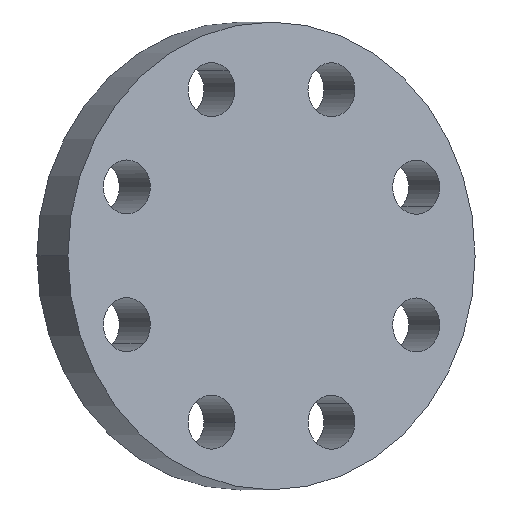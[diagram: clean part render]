
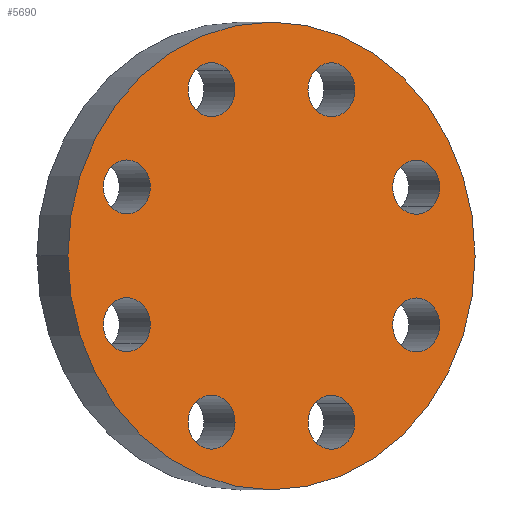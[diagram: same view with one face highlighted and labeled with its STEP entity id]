
A CAD part, top view. The second image highlights one B-rep face of the part: STEP entity #5690.
In plain terms, the highlighted face is planar.
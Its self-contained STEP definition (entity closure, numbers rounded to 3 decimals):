
#3690=CARTESIAN_POINT('',(82.55,0.,23.8));
#3700=VERTEX_POINT('',#3690);
#3780=CARTESIAN_POINT('',(-82.55,0.,23.8));
#3790=VERTEX_POINT('',#3780);
#3820=CARTESIAN_POINT('',(0.,0.,23.8));
#3830=DIRECTION('',(0.,0.,1.));
#3840=DIRECTION('',(-1.,0.,0.));
#3850=AXIS2_PLACEMENT_3D('',#3820,#3830,#3840);
#3860=CIRCLE('',#3850,82.55);
#3870=EDGE_CURVE('',#3790,#3700,#3860,.T.);
#4390=CARTESIAN_POINT('',(0.,82.55,23.8));
#4400=DIRECTION('',(0.,0.,-1.));
#4410=DIRECTION('',(-1.,0.,0.));
#4420=AXIS2_PLACEMENT_3D('',#4390,#4400,#4410);
#4430=PLANE('',#4420);
#4440=EDGE_CURVE('',#3700,#3790,#3860,.T.);
#4450=ORIENTED_EDGE('',*,*,#4440,.T.);
#4460=ORIENTED_EDGE('',*,*,#3870,.T.);
#4470=EDGE_LOOP('',(#4460,#4450));
#4480=FACE_OUTER_BOUND('',#4470,.T.);
#4490=CARTESIAN_POINT('',(-24.3,58.666,23.8));
#4500=DIRECTION('',(-0.,0.,-1.));
#4510=DIRECTION('',(-0.707,-0.707,0.));
#4520=AXIS2_PLACEMENT_3D('',#4490,#4500,#4510);
#4530=CIRCLE('',#4520,9.525);
#4540=CARTESIAN_POINT('',(-17.565,65.402,
23.8));
#4550=VERTEX_POINT('',#4540);
#4560=CARTESIAN_POINT('',(-31.036,51.931,23.8));
#4570=VERTEX_POINT('',#4560);
#4580=EDGE_CURVE('',#4550,#4570,#4530,.T.);
#4590=ORIENTED_EDGE('',*,*,#4580,.T.);
#4600=EDGE_CURVE('',#4570,#4550,#4530,.T.);
#4610=ORIENTED_EDGE('',*,*,#4600,.T.);
#4620=EDGE_LOOP('',(#4610,#4590));
#4630=FACE_BOUND('',#4620,.T.);
#4640=CARTESIAN_POINT('',(-58.666,24.3,23.8));
#4650=DIRECTION('',(-0.,-0.,-1.));
#4660=DIRECTION('',(0.,-1.,0.));
#4670=AXIS2_PLACEMENT_3D('',#4640,#4650,#4660);
#4680=CIRCLE('',#4670,9.525);
#4690=CARTESIAN_POINT('',(-58.666,33.825,
23.8));
#4700=VERTEX_POINT('',#4690);
#4710=CARTESIAN_POINT('',(-58.666,14.775,23.8));
#4720=VERTEX_POINT('',#4710);
#4730=EDGE_CURVE('',#4700,#4720,#4680,.T.);
#4740=ORIENTED_EDGE('',*,*,#4730,.T.);
#4750=EDGE_CURVE('',#4720,#4700,#4680,.T.);
#4760=ORIENTED_EDGE('',*,*,#4750,.T.);
#4770=EDGE_LOOP('',(#4760,#4740));
#4780=FACE_BOUND('',#4770,.T.);
#4790=CARTESIAN_POINT('',(-58.666,-24.3,23.8));
#4800=DIRECTION('',(0.,-0.,-1.));
#4810=DIRECTION('',(0.707,-0.707,0.));
#4820=AXIS2_PLACEMENT_3D('',#4790,#4800,#4810);
#4830=CIRCLE('',#4820,9.525);
#4840=CARTESIAN_POINT('',(-65.402,-17.565,
23.8));
#4850=VERTEX_POINT('',#4840);
#4860=CARTESIAN_POINT('',(-51.931,-31.036,23.8));
#4870=VERTEX_POINT('',#4860);
#4880=EDGE_CURVE('',#4850,#4870,#4830,.T.);
#4890=ORIENTED_EDGE('',*,*,#4880,.T.);
#4900=EDGE_CURVE('',#4870,#4850,#4830,.T.);
#4910=ORIENTED_EDGE('',*,*,#4900,.T.);
#4920=EDGE_LOOP('',(#4910,#4890));
#4930=FACE_BOUND('',#4920,.T.);
#4940=CARTESIAN_POINT('',(-24.3,-58.666,23.8));
#4950=DIRECTION('',(0.,0.,-1.));
#4960=DIRECTION('',(1.,0.,0.));
#4970=AXIS2_PLACEMENT_3D('',#4940,#4950,#4960);
#4980=CIRCLE('',#4970,9.525);
#4990=CARTESIAN_POINT('',(-33.825,-58.666,
23.8));
#5000=VERTEX_POINT('',#4990);
#5010=CARTESIAN_POINT('',(-14.775,-58.666,23.8));
#5020=VERTEX_POINT('',#5010);
#5030=EDGE_CURVE('',#5000,#5020,#4980,.T.);
#5040=ORIENTED_EDGE('',*,*,#5030,.T.);
#5050=EDGE_CURVE('',#5020,#5000,#4980,.T.);
#5060=ORIENTED_EDGE('',*,*,#5050,.T.);
#5070=EDGE_LOOP('',(#5060,#5040));
#5080=FACE_BOUND('',#5070,.T.);
#5090=CARTESIAN_POINT('',(24.3,-58.666,23.8));
#5100=DIRECTION('',(0.,0.,-1.));
#5110=DIRECTION('',(0.707,0.707,0.));
#5120=AXIS2_PLACEMENT_3D('',#5090,#5100,#5110);
#5130=CIRCLE('',#5120,9.525);
#5140=CARTESIAN_POINT('',(17.565,-65.402,
23.8));
#5150=VERTEX_POINT('',#5140);
#5160=CARTESIAN_POINT('',(31.036,-51.931,23.8));
#5170=VERTEX_POINT('',#5160);
#5180=EDGE_CURVE('',#5150,#5170,#5130,.T.);
#5190=ORIENTED_EDGE('',*,*,#5180,.T.);
#5200=EDGE_CURVE('',#5170,#5150,#5130,.T.);
#5210=ORIENTED_EDGE('',*,*,#5200,.T.);
#5220=EDGE_LOOP('',(#5210,#5190));
#5230=FACE_BOUND('',#5220,.T.);
#5240=CARTESIAN_POINT('',(58.666,-24.3,23.8));
#5250=DIRECTION('',(0.,0.,-1.));
#5260=DIRECTION('',(0.,1.,0.));
#5270=AXIS2_PLACEMENT_3D('',#5240,#5250,#5260);
#5280=CIRCLE('',#5270,9.525);
#5290=CARTESIAN_POINT('',(58.666,-33.825,
23.8));
#5300=VERTEX_POINT('',#5290);
#5310=CARTESIAN_POINT('',(58.666,-14.775,23.8));
#5320=VERTEX_POINT('',#5310);
#5330=EDGE_CURVE('',#5300,#5320,#5280,.T.);
#5340=ORIENTED_EDGE('',*,*,#5330,.T.);
#5350=EDGE_CURVE('',#5320,#5300,#5280,.T.);
#5360=ORIENTED_EDGE('',*,*,#5350,.T.);
#5370=EDGE_LOOP('',(#5360,#5340));
#5380=FACE_BOUND('',#5370,.T.);
#5390=CARTESIAN_POINT('',(58.666,24.3,23.8));
#5400=DIRECTION('',(-0.,0.,-1.));
#5410=DIRECTION('',(-0.707,0.707,0.));
#5420=AXIS2_PLACEMENT_3D('',#5390,#5400,#5410);
#5430=CIRCLE('',#5420,9.525);
#5440=CARTESIAN_POINT('',(65.402,17.565,
23.8));
#5450=VERTEX_POINT('',#5440);
#5460=CARTESIAN_POINT('',(51.931,31.036,23.8));
#5470=VERTEX_POINT('',#5460);
#5480=EDGE_CURVE('',#5450,#5470,#5430,.T.);
#5490=ORIENTED_EDGE('',*,*,#5480,.T.);
#5500=EDGE_CURVE('',#5470,#5450,#5430,.T.);
#5510=ORIENTED_EDGE('',*,*,#5500,.T.);
#5520=EDGE_LOOP('',(#5510,#5490));
#5530=FACE_BOUND('',#5520,.T.);
#5540=CARTESIAN_POINT('',(24.3,58.666,23.8));
#5550=DIRECTION('',(-0.,0.,-1.));
#5560=DIRECTION('',(-1.,0.,0.));
#5570=AXIS2_PLACEMENT_3D('',#5540,#5550,#5560);
#5580=CIRCLE('',#5570,9.525);
#5590=CARTESIAN_POINT('',(33.825,58.666,
23.8));
#5600=VERTEX_POINT('',#5590);
#5610=CARTESIAN_POINT('',(14.775,58.666,23.8));
#5620=VERTEX_POINT('',#5610);
#5630=EDGE_CURVE('',#5600,#5620,#5580,.T.);
#5640=ORIENTED_EDGE('',*,*,#5630,.T.);
#5650=EDGE_CURVE('',#5620,#5600,#5580,.T.);
#5660=ORIENTED_EDGE('',*,*,#5650,.T.);
#5670=EDGE_LOOP('',(#5660,#5640));
#5680=FACE_BOUND('',#5670,.T.);
#5690=ADVANCED_FACE('',(#4480,#4630,#4780,#4930,#5080,#5230,#5380,#5530,
#5680),#4430,.F.);
